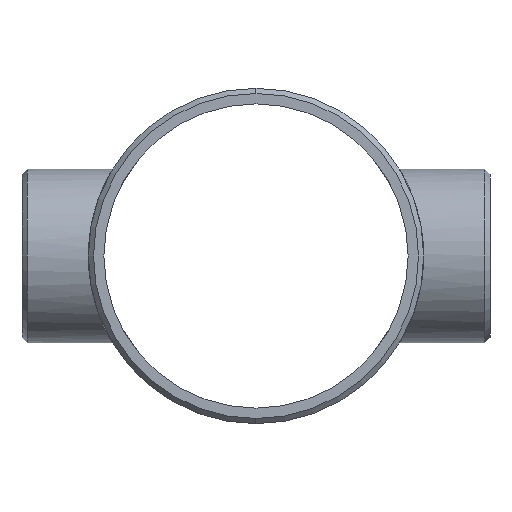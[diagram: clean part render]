
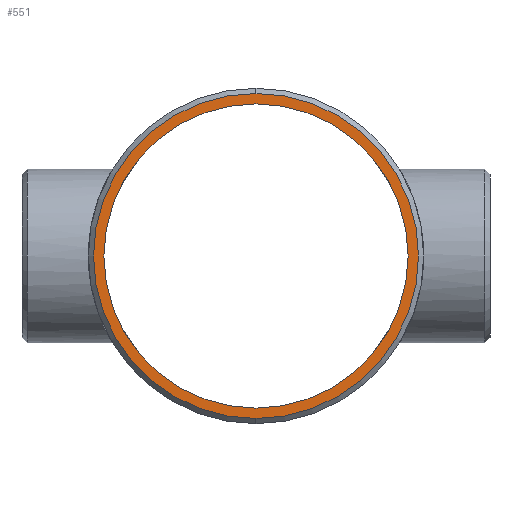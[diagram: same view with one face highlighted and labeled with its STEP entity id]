
A CAD part, left-side view. The second image highlights one B-rep face of the part: STEP entity #551.
In plain terms, the highlighted planar face has unit normal (-1, 0, 0).
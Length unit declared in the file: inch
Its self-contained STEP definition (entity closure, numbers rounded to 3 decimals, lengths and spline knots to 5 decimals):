
#59 = CARTESIAN_POINT ( 'NONE',  ( -8.5, 0., 0. ) ) ;
#98 = EDGE_CURVE ( 'NONE', #1244, #1179, #1087, .T. ) ;
#101 = DIRECTION ( 'NONE',  ( 0., 0., 1. ) ) ;
#129 = AXIS2_PLACEMENT_3D ( 'NONE', #215, #426, #101 ) ;
#140 = AXIS2_PLACEMENT_3D ( 'NONE', #518, #538, #1020 ) ;
#148 = EDGE_LOOP ( 'NONE', ( #939, #805 ) ) ;
#215 = CARTESIAN_POINT ( 'NONE',  ( -8.5, 0., 0. ) ) ;
#255 = ORIENTED_EDGE ( 'NONE', *, *, #1121, .T. ) ;
#259 = EDGE_CURVE ( 'NONE', #892, #1118, #1212, .T. ) ;
#270 = AXIS2_PLACEMENT_3D ( 'NONE', #925, #1238, #738 ) ;
#277 = AXIS2_PLACEMENT_3D ( 'NONE', #836, #1095, #704 ) ;
#369 = DIRECTION ( 'NONE',  ( 0., 0., 1. ) ) ;
#426 = DIRECTION ( 'NONE',  ( -1., 0., 0. ) ) ;
#435 = FACE_OUTER_BOUND ( 'NONE', #1202, .T. ) ;
#518 = CARTESIAN_POINT ( 'NONE',  ( -8.5, 0., 0. ) ) ;
#521 = CARTESIAN_POINT ( 'NONE',  ( -8.5, 0., 5.20833 ) ) ;
#538 = DIRECTION ( 'NONE',  ( -1., 0., 0. ) ) ;
#551 = ADVANCED_FACE ( 'NONE', ( #435, #803 ), #739, .T. ) ;
#634 = CARTESIAN_POINT ( 'NONE',  ( -8.5, 0., -5.20833 ) ) ;
#670 = DIRECTION ( 'NONE',  ( 1., 0., 0. ) ) ;
#704 = DIRECTION ( 'NONE',  ( 0., 0., -1. ) ) ;
#738 = DIRECTION ( 'NONE',  ( 0., 0., 1. ) ) ;
#739 = PLANE ( 'NONE',  #277 ) ;
#803 = FACE_BOUND ( 'NONE', #148, .T. ) ;
#805 = ORIENTED_EDGE ( 'NONE', *, *, #946, .T. ) ;
#836 = CARTESIAN_POINT ( 'NONE',  ( -8.5, 0., 0. ) ) ;
#892 = VERTEX_POINT ( 'NONE', #521 ) ;
#925 = CARTESIAN_POINT ( 'NONE',  ( -8.5, 0., 0. ) ) ;
#928 = CARTESIAN_POINT ( 'NONE',  ( -8.5, 0., -4.875 ) ) ;
#939 = ORIENTED_EDGE ( 'NONE', *, *, #98, .T. ) ;
#946 = EDGE_CURVE ( 'NONE', #1179, #1244, #949, .T. ) ;
#949 = CIRCLE ( 'NONE', #270, 4.875 ) ;
#1020 = DIRECTION ( 'NONE',  ( 0., 0., 1. ) ) ;
#1087 = CIRCLE ( 'NONE', #1319, 4.875 ) ;
#1095 = DIRECTION ( 'NONE',  ( -1., 0., 0. ) ) ;
#1118 = VERTEX_POINT ( 'NONE', #634 ) ;
#1121 = EDGE_CURVE ( 'NONE', #1118, #892, #1162, .T. ) ;
#1126 = ORIENTED_EDGE ( 'NONE', *, *, #259, .T. ) ;
#1162 = CIRCLE ( 'NONE', #140, 5.20833 ) ;
#1179 = VERTEX_POINT ( 'NONE', #928 ) ;
#1202 = EDGE_LOOP ( 'NONE', ( #255, #1126 ) ) ;
#1212 = CIRCLE ( 'NONE', #129, 5.20833 ) ;
#1238 = DIRECTION ( 'NONE',  ( 1., 0., 0. ) ) ;
#1244 = VERTEX_POINT ( 'NONE', #1313 ) ;
#1313 = CARTESIAN_POINT ( 'NONE',  ( -8.5, 0., 4.875 ) ) ;
#1319 = AXIS2_PLACEMENT_3D ( 'NONE', #59, #670, #369 ) ;
